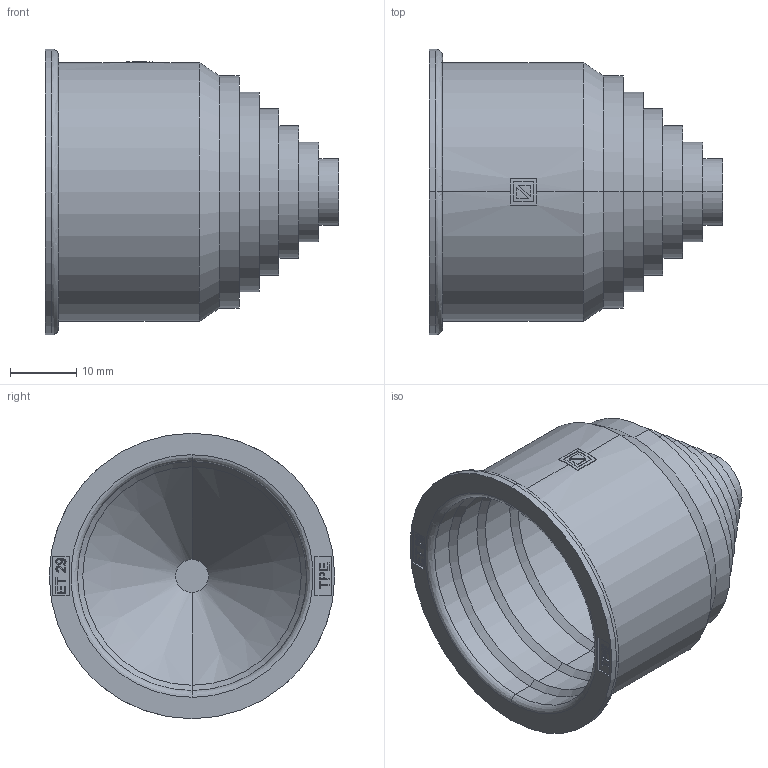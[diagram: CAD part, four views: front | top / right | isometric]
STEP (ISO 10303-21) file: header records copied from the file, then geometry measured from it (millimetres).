
FILE_DESCRIPTION (( 'STEP AP203' ), '1' );
FILE_NAME ('836609.step', '2023-06-13T19:09:19', ( '' ), ( '' ), 'SwSTEP 2.0', 'SolidWorks 2021', '' );
FILE_SCHEMA (( 'CONFIG_CONTROL_DESIGN' ));
Length unit declared in the file: inch
Products named in the file (1): 836609
Bounding box: 44.2 x 43 x 43 mm (x, y, z)
Volume: 9916.7 mm3; surface area: 10710.5 mm2
Topology: 1 solids, 1 shells, 168 faces, 410 edges, 268 vertices
Faces by surface type: plane 98, bspline 32, cylinder 28, cone 10
Entity records: 5963 total; most frequent: CARTESIAN_POINT 2083, ORIENTED_EDGE 820, DIRECTION 694, EDGE_CURVE 410, LINE 272, VECTOR 272, VERTEX_POINT 268, AXIS2_PLACEMENT_3D 211
